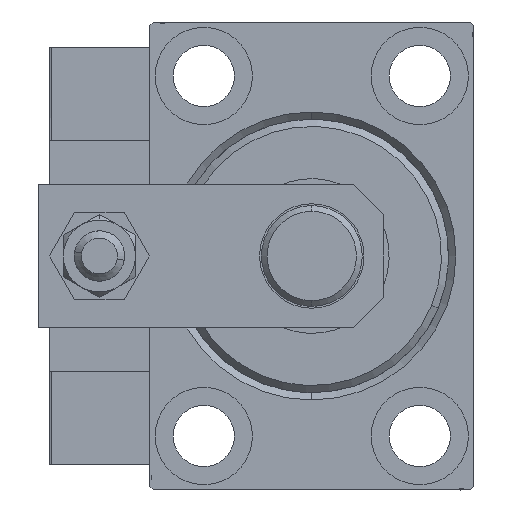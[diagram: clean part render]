
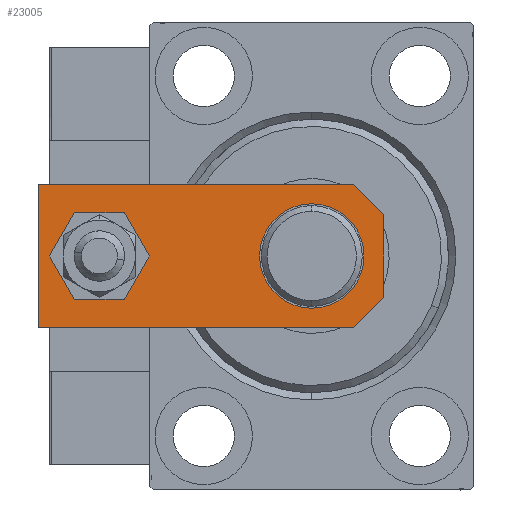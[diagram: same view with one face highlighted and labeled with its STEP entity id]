
A CAD part, left-side view. The second image highlights one B-rep face of the part: STEP entity #23005.
In plain terms, the highlighted face is planar.
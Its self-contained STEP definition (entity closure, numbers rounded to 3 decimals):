
#908 = LINE ( 'NONE', #20673, #30980 ) ;
#1369 = CARTESIAN_POINT ( 'NONE',  ( 2.88, -2.88, 6. ) ) ;
#1375 = EDGE_CURVE ( 'NONE', #49390, #5791, #17067, .T. ) ;
#2362 = DIRECTION ( 'NONE',  ( 0., -1., 0. ) ) ;
#2549 = CARTESIAN_POINT ( 'NONE',  ( 10., 4.24, 6. ) ) ;
#2667 = ORIENTED_EDGE ( 'NONE', *, *, #47776, .F. ) ;
#2755 = CARTESIAN_POINT ( 'NONE',  ( 0., 39.5, 6. ) ) ;
#3375 = VERTEX_POINT ( 'NONE', #7226 ) ;
#3652 = DIRECTION ( 'NONE',  ( 0., 0., 1. ) ) ;
#3804 = CARTESIAN_POINT ( 'NONE',  ( 0., 10., 6. ) ) ;
#4114 = DIRECTION ( 'NONE',  ( 0., 0., 1. ) ) ;
#4592 = EDGE_CURVE ( 'NONE', #47045, #35090, #16286, .T. ) ;
#4898 = ORIENTED_EDGE ( 'NONE', *, *, #29512, .T. ) ;
#5791 = VERTEX_POINT ( 'NONE', #11690 ) ;
#6717 = CARTESIAN_POINT ( 'NONE',  ( 10., 0., 6. ) ) ;
#6753 = VECTOR ( 'NONE', #34089, 1000. ) ;
#6928 = ORIENTED_EDGE ( 'NONE', *, *, #47054, .T. ) ;
#7226 = CARTESIAN_POINT ( 'NONE',  ( -4., 39.5, 6. ) ) ;
#7249 = VECTOR ( 'NONE', #2362, 1000. ) ;
#8393 = VERTEX_POINT ( 'NONE', #32995 ) ;
#8971 = EDGE_LOOP ( 'NONE', ( #29185, #2667 ) ) ;
#9452 = DIRECTION ( 'NONE',  ( 0.707, -0.707, 0. ) ) ;
#10430 = VERTEX_POINT ( 'NONE', #21565 ) ;
#10549 = DIRECTION ( 'NONE',  ( 0., 0., 1. ) ) ;
#11454 = LINE ( 'NONE', #27365, #29263 ) ;
#11690 = CARTESIAN_POINT ( 'NONE',  ( -7.25, 10., 6. ) ) ;
#12167 = CARTESIAN_POINT ( 'NONE',  ( 0., 0., 6. ) ) ;
#12346 = DIRECTION ( 'NONE',  ( 1., 0., 0. ) ) ;
#13285 = CARTESIAN_POINT ( 'NONE',  ( 0., 10., 6. ) ) ;
#13538 = ORIENTED_EDGE ( 'NONE', *, *, #31289, .T. ) ;
#14865 = CARTESIAN_POINT ( 'NONE',  ( -5.76, 0., 6. ) ) ;
#14872 = CARTESIAN_POINT ( 'NONE',  ( 0., 39.5, 6. ) ) ;
#15234 = VERTEX_POINT ( 'NONE', #41056 ) ;
#15709 = CARTESIAN_POINT ( 'NONE',  ( 5.76, 0., 6. ) ) ;
#16286 = LINE ( 'NONE', #48022, #16987 ) ;
#16355 = VERTEX_POINT ( 'NONE', #38379 ) ;
#16987 = VECTOR ( 'NONE', #12346, 1000. ) ;
#17067 = CIRCLE ( 'NONE', #42816, 7.25 ) ;
#19689 = DIRECTION ( 'NONE',  ( 1., 0., 0. ) ) ;
#19964 = CIRCLE ( 'NONE', #37398, 4. ) ;
#20582 = ORIENTED_EDGE ( 'NONE', *, *, #29965, .T. ) ;
#20673 = CARTESIAN_POINT ( 'NONE',  ( -2.88, -2.88, 6. ) ) ;
#20780 = AXIS2_PLACEMENT_3D ( 'NONE', #13285, #21617, #34119 ) ;
#21565 = CARTESIAN_POINT ( 'NONE',  ( 4., 39.5, 6. ) ) ;
#21603 = CIRCLE ( 'NONE', #20780, 7.25 ) ;
#21617 = DIRECTION ( 'NONE',  ( 0., 0., 1. ) ) ;
#22213 = VERTEX_POINT ( 'NONE', #2549 ) ;
#23005 = ADVANCED_FACE ( 'NONE', ( #39785, #35890, #39528 ), #23646, .T. ) ;
#23646 = PLANE ( 'NONE',  #27386 ) ;
#24945 = ORIENTED_EDGE ( 'NONE', *, *, #30655, .T. ) ;
#25125 = EDGE_CURVE ( 'NONE', #5791, #49390, #21603, .T. ) ;
#25765 = EDGE_CURVE ( 'NONE', #3375, #10430, #19964, .T. ) ;
#27365 = CARTESIAN_POINT ( 'NONE',  ( 10., 48., 6. ) ) ;
#27386 = AXIS2_PLACEMENT_3D ( 'NONE', #12167, #4114, #51239 ) ;
#29185 = ORIENTED_EDGE ( 'NONE', *, *, #25765, .F. ) ;
#29263 = VECTOR ( 'NONE', #42714, 1000. ) ;
#29512 = EDGE_CURVE ( 'NONE', #16355, #15234, #11454, .T. ) ;
#29667 = LINE ( 'NONE', #6717, #6753 ) ;
#29965 = EDGE_CURVE ( 'NONE', #8393, #47045, #908, .T. ) ;
#30489 = CARTESIAN_POINT ( 'NONE',  ( -10., 48., 6. ) ) ;
#30655 = EDGE_CURVE ( 'NONE', #22213, #16355, #29667, .T. ) ;
#30865 = VECTOR ( 'NONE', #33143, 1000. ) ;
#30980 = VECTOR ( 'NONE', #9452, 1000. ) ;
#31289 = EDGE_CURVE ( 'NONE', #35090, #22213, #40422, .T. ) ;
#31546 = ORIENTED_EDGE ( 'NONE', *, *, #25125, .F. ) ;
#31711 = LINE ( 'NONE', #30489, #7249 ) ;
#32243 = AXIS2_PLACEMENT_3D ( 'NONE', #14872, #3652, #42466 ) ;
#32995 = CARTESIAN_POINT ( 'NONE',  ( -10., 4.24, 6. ) ) ;
#33143 = DIRECTION ( 'NONE',  ( 0.707, 0.707, 0. ) ) ;
#33287 = ORIENTED_EDGE ( 'NONE', *, *, #1375, .F. ) ;
#33479 = EDGE_LOOP ( 'NONE', ( #31546, #33287 ) ) ;
#34089 = DIRECTION ( 'NONE',  ( 0., 1., 0. ) ) ;
#34119 = DIRECTION ( 'NONE',  ( 1., 0., 0. ) ) ;
#35090 = VERTEX_POINT ( 'NONE', #15709 ) ;
#35890 = FACE_OUTER_BOUND ( 'NONE', #39415, .T. ) ;
#37398 = AXIS2_PLACEMENT_3D ( 'NONE', #2755, #10549, #42843 ) ;
#38216 = CARTESIAN_POINT ( 'NONE',  ( 7.25, 10., 6. ) ) ;
#38379 = CARTESIAN_POINT ( 'NONE',  ( 10., 48., 6. ) ) ;
#39415 = EDGE_LOOP ( 'NONE', ( #6928, #20582, #43696, #13538, #24945, #4898 ) ) ;
#39528 = FACE_BOUND ( 'NONE', #33479, .T. ) ;
#39785 = FACE_BOUND ( 'NONE', #8971, .T. ) ;
#40422 = LINE ( 'NONE', #1369, #30865 ) ;
#41056 = CARTESIAN_POINT ( 'NONE',  ( -10., 48., 6. ) ) ;
#42466 = DIRECTION ( 'NONE',  ( 1., 0., 0. ) ) ;
#42714 = DIRECTION ( 'NONE',  ( -1., 0., 0. ) ) ;
#42816 = AXIS2_PLACEMENT_3D ( 'NONE', #3804, #50932, #19689 ) ;
#42843 = DIRECTION ( 'NONE',  ( 1., 0., 0. ) ) ;
#43696 = ORIENTED_EDGE ( 'NONE', *, *, #4592, .T. ) ;
#44722 = CIRCLE ( 'NONE', #32243, 4. ) ;
#47045 = VERTEX_POINT ( 'NONE', #14865 ) ;
#47054 = EDGE_CURVE ( 'NONE', #15234, #8393, #31711, .T. ) ;
#47776 = EDGE_CURVE ( 'NONE', #10430, #3375, #44722, .T. ) ;
#48022 = CARTESIAN_POINT ( 'NONE',  ( -10., 0., 6. ) ) ;
#49390 = VERTEX_POINT ( 'NONE', #38216 ) ;
#50932 = DIRECTION ( 'NONE',  ( 0., 0., 1. ) ) ;
#51239 = DIRECTION ( 'NONE',  ( 1., 0., 0. ) ) ;
